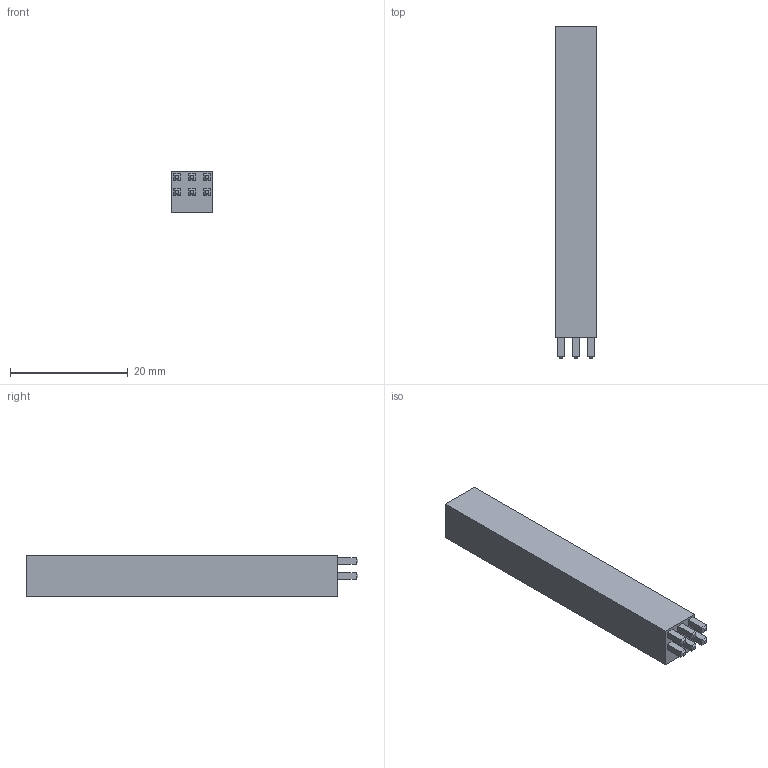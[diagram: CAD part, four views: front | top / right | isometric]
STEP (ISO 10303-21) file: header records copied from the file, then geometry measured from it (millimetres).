
FILE_DESCRIPTION (( 'STEP AP203' ), '1' );
FILE_NAME ('97607-B.STEP', '2013-12-17T21:57:43', ( 'Hajo' ), ( 'Microsoft' ), 'SwSTEP 2.0', 'SolidWorks 2011', '' );
FILE_SCHEMA (( 'CONFIG_CONTROL_DESIGN' ));
Length unit declared in the file: millimetre
Products named in the file (1): 97607-B
Bounding box: 7 x 56.5 x 7 mm (x, y, z)
Volume: 2532.4 mm3; surface area: 1773.2 mm2
Topology: 1 solids, 1 shells, 66 faces, 146 edges, 87 vertices
Faces by surface type: plane 60, cone 4, cylinder 2
Entity records: 1815 total; most frequent: CARTESIAN_POINT 298, ORIENTED_EDGE 288, DIRECTION 284, EDGE_CURVE 144, LINE 138, VECTOR 138, VERTEX_POINT 87, AXIS2_PLACEMENT_3D 73
